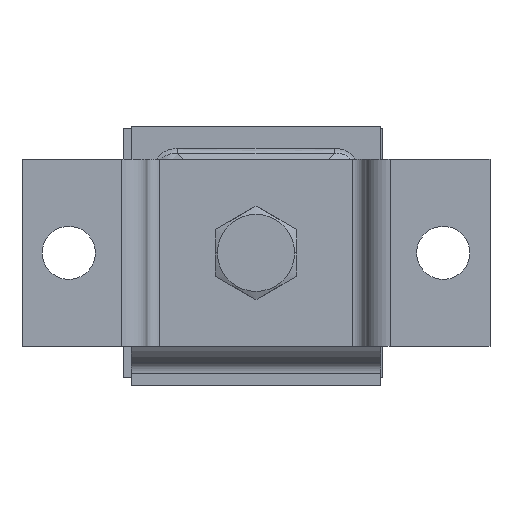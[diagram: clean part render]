
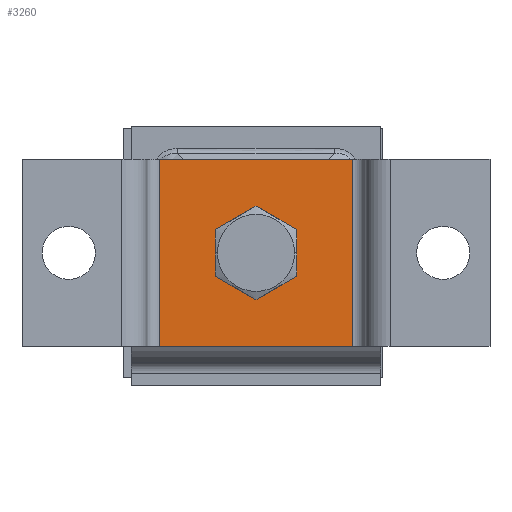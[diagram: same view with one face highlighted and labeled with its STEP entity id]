
A CAD part, front view. The second image highlights one B-rep face of the part: STEP entity #3260.
In plain terms, the highlighted planar face has unit normal (0, -1, 0).
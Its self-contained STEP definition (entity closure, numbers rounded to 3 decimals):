
#20 = EDGE_CURVE ( 'NONE', #4977, #3064, #4899, .T. ) ;
#110 = ORIENTED_EDGE ( 'NONE', *, *, #8765, .F. ) ;
#150 = ORIENTED_EDGE ( 'NONE', *, *, #8942, .F. ) ;
#379 = VECTOR ( 'NONE', #6297, 1000. ) ;
#402 = CARTESIAN_POINT ( 'NONE',  ( 15.5, 20., -15. ) ) ;
#986 = DIRECTION ( 'NONE',  ( 0., 0., -1. ) ) ;
#1036 = CARTESIAN_POINT ( 'NONE',  ( 0., 20., 0. ) ) ;
#1415 = ORIENTED_EDGE ( 'NONE', *, *, #7762, .F. ) ;
#1473 = CARTESIAN_POINT ( 'NONE',  ( 5.25, 20., 0. ) ) ;
#1830 = AXIS2_PLACEMENT_3D ( 'NONE', #4306, #7259, #8622 ) ;
#1875 = DIRECTION ( 'NONE',  ( 0., 0., 1. ) ) ;
#2287 = CARTESIAN_POINT ( 'NONE',  ( -17.5, 20., -15. ) ) ;
#2325 = VERTEX_POINT ( 'NONE', #4138 ) ;
#2380 = FACE_BOUND ( 'NONE', #3564, .T. ) ;
#2599 = LINE ( 'NONE', #3933, #3663 ) ;
#2756 = VECTOR ( 'NONE', #4223, 1000. ) ;
#2962 = VERTEX_POINT ( 'NONE', #1473 ) ;
#3064 = VERTEX_POINT ( 'NONE', #8644 ) ;
#3115 = VECTOR ( 'NONE', #4262, 1000. ) ;
#3260 = ADVANCED_FACE ( 'NONE', ( #2380, #4618 ), #8183, .T. ) ;
#3405 = CARTESIAN_POINT ( 'NONE',  ( -17.5, 20., -15. ) ) ;
#3499 = CARTESIAN_POINT ( 'NONE',  ( -17.5, 20., 15. ) ) ;
#3564 = EDGE_LOOP ( 'NONE', ( #1415, #150 ) ) ;
#3652 = VERTEX_POINT ( 'NONE', #3789 ) ;
#3663 = VECTOR ( 'NONE', #1875, 1000. ) ;
#3789 = CARTESIAN_POINT ( 'NONE',  ( -15.5, 20., -15. ) ) ;
#3920 = CARTESIAN_POINT ( 'NONE',  ( 15.5, 20., -15. ) ) ;
#3933 = CARTESIAN_POINT ( 'NONE',  ( -15.5, 20., -15. ) ) ;
#3953 = DIRECTION ( 'NONE',  ( 0., -1., 0. ) ) ;
#3977 = EDGE_CURVE ( 'NONE', #2325, #3064, #7974, .T. ) ;
#4138 = CARTESIAN_POINT ( 'NONE',  ( -15.5, 20., 15. ) ) ;
#4208 = VERTEX_POINT ( 'NONE', #4279 ) ;
#4223 = DIRECTION ( 'NONE',  ( 0., 0., 1. ) ) ;
#4262 = DIRECTION ( 'NONE',  ( 1., 0., 0. ) ) ;
#4279 = CARTESIAN_POINT ( 'NONE',  ( -5.25, 20., 0. ) ) ;
#4306 = CARTESIAN_POINT ( 'NONE',  ( 0., 20., 0. ) ) ;
#4618 = FACE_OUTER_BOUND ( 'NONE', #8092, .T. ) ;
#4899 = LINE ( 'NONE', #402, #2756 ) ;
#4977 = VERTEX_POINT ( 'NONE', #3920 ) ;
#5091 = AXIS2_PLACEMENT_3D ( 'NONE', #1036, #3953, #5345 ) ;
#5345 = DIRECTION ( 'NONE',  ( 0., 0., -1. ) ) ;
#5544 = AXIS2_PLACEMENT_3D ( 'NONE', #2287, #7520, #986 ) ;
#6101 = EDGE_CURVE ( 'NONE', #3652, #4977, #6871, .T. ) ;
#6269 = ORIENTED_EDGE ( 'NONE', *, *, #20, .T. ) ;
#6297 = DIRECTION ( 'NONE',  ( 1., 0., 0. ) ) ;
#6693 = CIRCLE ( 'NONE', #1830, 5.25 ) ;
#6871 = LINE ( 'NONE', #3405, #379 ) ;
#7232 = ORIENTED_EDGE ( 'NONE', *, *, #6101, .T. ) ;
#7259 = DIRECTION ( 'NONE',  ( 0., -1., 0. ) ) ;
#7520 = DIRECTION ( 'NONE',  ( 0., -1., 0. ) ) ;
#7666 = CIRCLE ( 'NONE', #5091, 5.25 ) ;
#7762 = EDGE_CURVE ( 'NONE', #4208, #2962, #7666, .T. ) ;
#7974 = LINE ( 'NONE', #3499, #3115 ) ;
#8092 = EDGE_LOOP ( 'NONE', ( #8635, #110, #7232, #6269 ) ) ;
#8183 = PLANE ( 'NONE',  #5544 ) ;
#8622 = DIRECTION ( 'NONE',  ( 0., 0., -1. ) ) ;
#8635 = ORIENTED_EDGE ( 'NONE', *, *, #3977, .F. ) ;
#8644 = CARTESIAN_POINT ( 'NONE',  ( 15.5, 20., 15. ) ) ;
#8765 = EDGE_CURVE ( 'NONE', #3652, #2325, #2599, .T. ) ;
#8942 = EDGE_CURVE ( 'NONE', #2962, #4208, #6693, .T. ) ;
